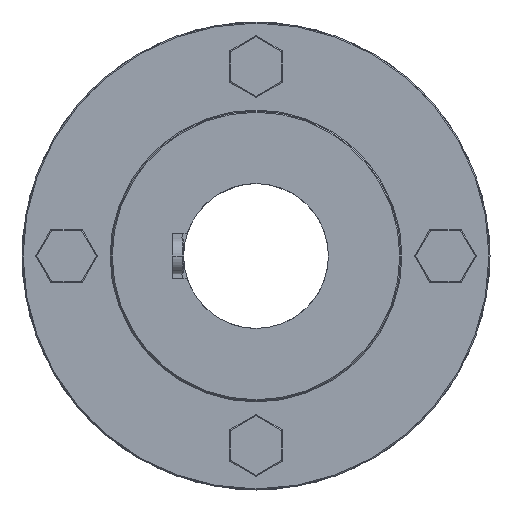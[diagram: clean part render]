
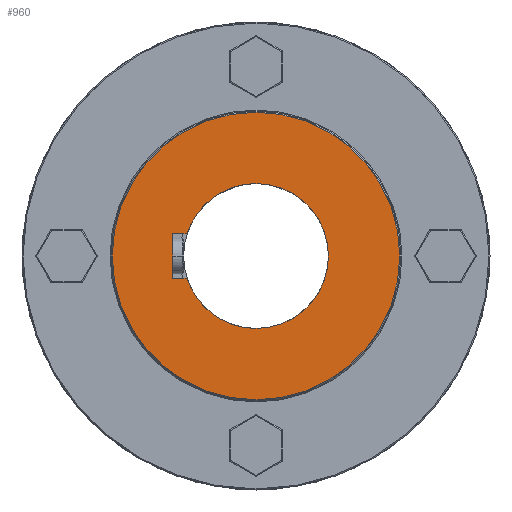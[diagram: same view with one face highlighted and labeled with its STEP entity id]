
A CAD part, left-side view. The second image highlights one B-rep face of the part: STEP entity #960.
In plain terms, the highlighted planar face has unit normal (-1, 0, 0).
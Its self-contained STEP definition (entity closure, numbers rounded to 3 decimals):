
#564 = EDGE_CURVE ( 'NONE', #18366, #18365, #6442, .T. ) ;
#582 = EDGE_CURVE ( 'NONE', #5779, #5778, #6471, .T. ) ;
#588 = EDGE_CURVE ( 'NONE', #5778, #5773, #6480, .T. ) ;
#960 = ADVANCED_FACE ( 'NONE', ( #7772, #7786 ), #9368, .T. ) ;
#1642 = EDGE_LOOP ( 'NONE', ( #2794, #2795 ) ) ;
#1651 = EDGE_LOOP ( 'NONE', ( #2796, #2797, #2798, #2799, #2800, #2801 ) ) ;
#1727 = VERTEX_POINT ( 'NONE', #11359 ) ;
#1728 = VERTEX_POINT ( 'NONE', #11360 ) ;
#1731 = VERTEX_POINT ( 'NONE', #11363 ) ;
#1979 = EDGE_CURVE ( 'NONE', #1731, #5779, #11745, .T. ) ;
#1981 = EDGE_CURVE ( 'NONE', #1727, #1728, #11744, .T. ) ;
#1988 = EDGE_CURVE ( 'NONE', #5773, #1727, #11757, .T. ) ;
#1992 = EDGE_CURVE ( 'NONE', #18365, #18366, #11767, .T. ) ;
#1993 = EDGE_CURVE ( 'NONE', #1728, #1731, #11762, .T. ) ;
#2794 = ORIENTED_EDGE ( 'NONE', *, *, #1992, .T. ) ;
#2795 = ORIENTED_EDGE ( 'NONE', *, *, #564, .T. ) ;
#2796 = ORIENTED_EDGE ( 'NONE', *, *, #1981, .T. ) ;
#2797 = ORIENTED_EDGE ( 'NONE', *, *, #1993, .T. ) ;
#2798 = ORIENTED_EDGE ( 'NONE', *, *, #1979, .T. ) ;
#2799 = ORIENTED_EDGE ( 'NONE', *, *, #582, .T. ) ;
#2800 = ORIENTED_EDGE ( 'NONE', *, *, #588, .T. ) ;
#2801 = ORIENTED_EDGE ( 'NONE', *, *, #1988, .T. ) ;
#4817 = AXIS2_PLACEMENT_3D ( 'NONE', #6847, #6848, #6849 ) ;
#4830 = AXIS2_PLACEMENT_3D ( 'NONE', #6886, #6935, #6936 ) ;
#4831 = AXIS2_PLACEMENT_3D ( 'NONE', #6934, #6948, #6949 ) ;
#5773 = VERTEX_POINT ( 'NONE', #16559 ) ;
#5778 = VERTEX_POINT ( 'NONE', #16564 ) ;
#5779 = VERTEX_POINT ( 'NONE', #16565 ) ;
#6442 = CIRCLE ( 'NONE', #4817, 64.5 ) ;
#6471 = CIRCLE ( 'NONE', #4830, 32.5 ) ;
#6480 = CIRCLE ( 'NONE', #4831, 32.5 ) ;
#6847 = CARTESIAN_POINT ( 'NONE',  ( -82.5, 0., 0. ) ) ;
#6848 = DIRECTION ( 'NONE',  ( -1., 0., 0. ) ) ;
#6849 = DIRECTION ( 'NONE',  ( 0., 0., 1. ) ) ;
#6886 = CARTESIAN_POINT ( 'NONE',  ( -82.5, 0., 0. ) ) ;
#6934 = CARTESIAN_POINT ( 'NONE',  ( -82.5, 0., 0. ) ) ;
#6935 = DIRECTION ( 'NONE',  ( 1., 0., 0. ) ) ;
#6936 = DIRECTION ( 'NONE',  ( 0., 0., -1. ) ) ;
#6948 = DIRECTION ( 'NONE',  ( 1., 0., 0. ) ) ;
#6949 = DIRECTION ( 'NONE',  ( 0., 0., -1. ) ) ;
#7772 = FACE_OUTER_BOUND ( 'NONE', #1642, .T. ) ;
#7786 = FACE_BOUND ( 'NONE', #1651, .T. ) ;
#8591 = AXIS2_PLACEMENT_3D ( 'NONE', #9371, #9376, #9377 ) ;
#9020 = AXIS2_PLACEMENT_3D ( 'NONE', #12262, #12268, #12269 ) ;
#9029 = AXIS2_PLACEMENT_3D ( 'NONE', #12289, #12299, #12300 ) ;
#9368 = PLANE ( 'NONE',  #8591 ) ;
#9371 = CARTESIAN_POINT ( 'NONE',  ( -82.5, 65., 0. ) ) ;
#9376 = DIRECTION ( 'NONE',  ( -1., 0., 0. ) ) ;
#9377 = DIRECTION ( 'NONE',  ( 0., 0., 1. ) ) ;
#11359 = CARTESIAN_POINT ( 'NONE',  ( -82.5, 37.4, -10. ) ) ;
#11360 = CARTESIAN_POINT ( 'NONE',  ( -82.5, 37.4, 10. ) ) ;
#11363 = CARTESIAN_POINT ( 'NONE',  ( -82.5, 30.923, 10. ) ) ;
#11744 = LINE ( 'NONE', #12265, #11746 ) ;
#11745 = CIRCLE ( 'NONE', #9020, 32.5 ) ;
#11746 = VECTOR ( 'NONE', #12273, 1000. ) ;
#11757 = LINE ( 'NONE', #12287, #11758 ) ;
#11758 = VECTOR ( 'NONE', #12288, 1000. ) ;
#11762 = LINE ( 'NONE', #12301, #11763 ) ;
#11763 = VECTOR ( 'NONE', #12302, 1000. ) ;
#11767 = CIRCLE ( 'NONE', #9029, 64.5 ) ;
#12262 = CARTESIAN_POINT ( 'NONE',  ( -82.5, 0., 0. ) ) ;
#12265 = CARTESIAN_POINT ( 'NONE',  ( -82.5, 37.4, 10. ) ) ;
#12268 = DIRECTION ( 'NONE',  ( 1., 0., 0. ) ) ;
#12269 = DIRECTION ( 'NONE',  ( 0., 0., -1. ) ) ;
#12273 = DIRECTION ( 'NONE',  ( 0., 0., 1. ) ) ;
#12287 = CARTESIAN_POINT ( 'NONE',  ( -82.5, 30.923, -10. ) ) ;
#12288 = DIRECTION ( 'NONE',  ( 0., 1., 0. ) ) ;
#12289 = CARTESIAN_POINT ( 'NONE',  ( -82.5, 0., 0. ) ) ;
#12299 = DIRECTION ( 'NONE',  ( -1., 0., 0. ) ) ;
#12300 = DIRECTION ( 'NONE',  ( 0., 0., 1. ) ) ;
#12301 = CARTESIAN_POINT ( 'NONE',  ( -82.5, 30.923, 10. ) ) ;
#12302 = DIRECTION ( 'NONE',  ( 0., -1., 0. ) ) ;
#16559 = CARTESIAN_POINT ( 'NONE',  ( -82.5, 30.923, -10. ) ) ;
#16564 = CARTESIAN_POINT ( 'NONE',  ( -82.5, 0., -32.5 ) ) ;
#16565 = CARTESIAN_POINT ( 'NONE',  ( -82.5, 0., 32.5 ) ) ;
#17929 = CARTESIAN_POINT ( 'NONE',  ( -82.5, 0., -64.5 ) ) ;
#17930 = CARTESIAN_POINT ( 'NONE',  ( -82.5, 0., 64.5 ) ) ;
#18365 = VERTEX_POINT ( 'NONE', #17929 ) ;
#18366 = VERTEX_POINT ( 'NONE', #17930 ) ;
